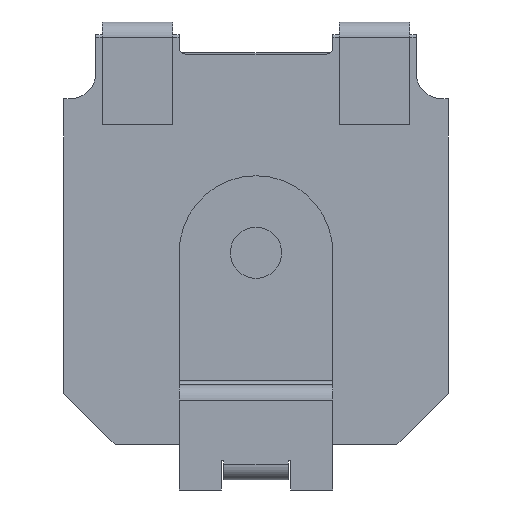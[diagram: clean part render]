
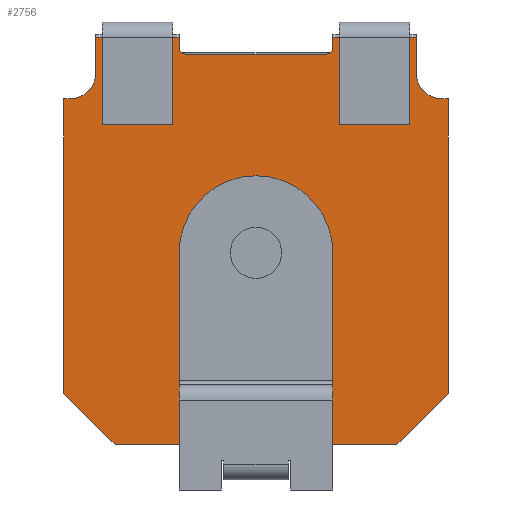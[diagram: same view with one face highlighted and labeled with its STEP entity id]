
A CAD part, front view. The second image highlights one B-rep face of the part: STEP entity #2756.
In plain terms, the highlighted planar face has unit normal (0, -1, 0).
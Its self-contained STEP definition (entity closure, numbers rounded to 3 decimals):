
#1=DIRECTION('',(0.,0.,-1.));
#2=VECTOR('',#1,0.118);
#3=CARTESIAN_POINT('',(-0.6,0.,-1.032));
#4=LINE('',#3,#2);
#5=DIRECTION('',(0.,0.,1.));
#6=VECTOR('',#5,0.35);
#7=CARTESIAN_POINT('',(-0.6,0.,-1.5));
#8=LINE('',#7,#6);
#9=DIRECTION('',(-1.,0.,0.));
#10=VECTOR('',#9,0.5);
#11=CARTESIAN_POINT('',(-0.6,0.,-1.5));
#12=LINE('',#11,#10);
#13=DIRECTION('',(0.707,0.,-0.707));
#14=VECTOR('',#13,0.566);
#15=CARTESIAN_POINT('',(-1.5,0.,-1.1));
#16=LINE('',#15,#14);
#17=DIRECTION('',(0.,0.,1.));
#18=VECTOR('',#17,2.3);
#19=CARTESIAN_POINT('',(-1.5,0.,-1.1));
#20=LINE('',#19,#18);
#21=DIRECTION('',(1.,0.,0.));
#22=VECTOR('',#21,0.05);
#23=CARTESIAN_POINT('',(-1.5,0.,1.2));
#24=LINE('',#23,#22);
#25=CARTESIAN_POINT('',(-1.45,0.,1.4));
#26=DIRECTION('',(0.,1.,0.));
#27=DIRECTION('',(1.,0.,0.));
#28=AXIS2_PLACEMENT_3D('',#25,#26,#27);
#30=DIRECTION('',(0.,0.,-1.));
#31=VECTOR('',#30,0.28);
#32=CARTESIAN_POINT('',(-1.25,0.,1.68));
#33=LINE('',#32,#31);
#34=DIRECTION('',(-1.,0.,0.));
#35=VECTOR('',#34,0.05);
#36=CARTESIAN_POINT('',(-1.2,0.,1.68));
#37=LINE('',#36,#35);
#38=DIRECTION('',(0.,0.,-1.));
#39=VECTOR('',#38,0.68);
#40=CARTESIAN_POINT('',(-1.2,0.,1.68));
#41=LINE('',#40,#39);
#42=DIRECTION('',(1.,0.,0.));
#43=VECTOR('',#42,0.55);
#44=CARTESIAN_POINT('',(-1.2,0.,1.));
#45=LINE('',#44,#43);
#46=DIRECTION('',(0.,0.,-1.));
#47=VECTOR('',#46,0.68);
#48=CARTESIAN_POINT('',(-0.65,0.,1.68));
#49=LINE('',#48,#47);
#50=DIRECTION('',(-1.,0.,0.));
#51=VECTOR('',#50,0.05);
#52=CARTESIAN_POINT('',(-0.6,0.,1.68));
#53=LINE('',#52,#51);
#54=DIRECTION('',(0.,0.,-1.));
#55=VECTOR('',#54,0.08);
#56=CARTESIAN_POINT('',(-0.6,0.,1.68));
#57=LINE('',#56,#55);
#58=DIRECTION('',(-1.,0.,0.));
#59=VECTOR('',#58,1.1);
#60=CARTESIAN_POINT('',(0.55,0.,1.55));
#61=LINE('',#60,#59);
#62=DIRECTION('',(0.,0.,-1.));
#63=VECTOR('',#62,0.08);
#64=CARTESIAN_POINT('',(0.6,0.,1.68));
#65=LINE('',#64,#63);
#66=DIRECTION('',(-1.,0.,0.));
#67=VECTOR('',#66,0.05);
#68=CARTESIAN_POINT('',(0.65,0.,1.68));
#69=LINE('',#68,#67);
#70=DIRECTION('',(0.,0.,-1.));
#71=VECTOR('',#70,0.68);
#72=CARTESIAN_POINT('',(0.65,0.,1.68));
#73=LINE('',#72,#71);
#74=DIRECTION('',(1.,0.,0.));
#75=VECTOR('',#74,0.55);
#76=CARTESIAN_POINT('',(0.65,0.,1.));
#77=LINE('',#76,#75);
#78=DIRECTION('',(0.,0.,-1.));
#79=VECTOR('',#78,0.68);
#80=CARTESIAN_POINT('',(1.2,0.,1.68));
#81=LINE('',#80,#79);
#82=DIRECTION('',(-1.,0.,0.));
#83=VECTOR('',#82,0.05);
#84=CARTESIAN_POINT('',(1.25,0.,1.68));
#85=LINE('',#84,#83);
#86=DIRECTION('',(0.,0.,-1.));
#87=VECTOR('',#86,0.28);
#88=CARTESIAN_POINT('',(1.25,0.,1.68));
#89=LINE('',#88,#87);
#90=CARTESIAN_POINT('',(1.45,0.,1.4));
#91=DIRECTION('',(0.,1.,0.));
#92=DIRECTION('',(0.,0.,-1.));
#93=AXIS2_PLACEMENT_3D('',#90,#91,#92);
#95=DIRECTION('',(-1.,0.,0.));
#96=VECTOR('',#95,0.05);
#97=CARTESIAN_POINT('',(1.5,0.,1.2));
#98=LINE('',#97,#96);
#99=DIRECTION('',(0.,0.,-1.));
#100=VECTOR('',#99,2.3);
#101=CARTESIAN_POINT('',(1.5,0.,1.2));
#102=LINE('',#101,#100);
#103=DIRECTION('',(0.707,0.,0.707));
#104=VECTOR('',#103,0.566);
#105=CARTESIAN_POINT('',(1.1,0.,-1.5));
#106=LINE('',#105,#104);
#107=DIRECTION('',(-1.,0.,0.));
#108=VECTOR('',#107,0.5);
#109=CARTESIAN_POINT('',(1.1,0.,-1.5));
#110=LINE('',#109,#108);
#111=DIRECTION('',(0.,0.,1.));
#112=VECTOR('',#111,0.35);
#113=CARTESIAN_POINT('',(0.6,0.,-1.5));
#114=LINE('',#113,#112);
#115=DIRECTION('',(0.,0.,-1.));
#116=VECTOR('',#115,0.118);
#117=CARTESIAN_POINT('',(0.6,0.,-1.032));
#118=LINE('',#117,#116);
#119=DIRECTION('',(0.,0.,1.));
#120=VECTOR('',#119,1.032);
#121=CARTESIAN_POINT('',(0.6,0.,-1.032));
#122=LINE('',#121,#120);
#123=CARTESIAN_POINT('',(0.,0.,0.));
#124=DIRECTION('',(0.,-1.,0.));
#125=DIRECTION('',(1.,0.,0.));
#126=AXIS2_PLACEMENT_3D('',#123,#124,#125);
#128=DIRECTION('',(0.,0.,1.));
#129=VECTOR('',#128,1.032);
#130=CARTESIAN_POINT('',(-0.6,0.,-1.032));
#131=LINE('',#130,#129);
#444=CARTESIAN_POINT('',(0.55,0.,1.6));
#445=DIRECTION('',(0.,1.,0.));
#446=DIRECTION('',(1.,0.,0.));
#447=AXIS2_PLACEMENT_3D('',#444,#445,#446);
#462=CARTESIAN_POINT('',(-0.55,0.,1.6));
#463=DIRECTION('',(0.,1.,0.));
#464=DIRECTION('',(0.,0.,-1.));
#465=AXIS2_PLACEMENT_3D('',#462,#463,#464);
#2221=CARTESIAN_POINT('',(0.6,0.,0.));
#2222=CARTESIAN_POINT('',(-0.6,0.,0.));
#2223=VERTEX_POINT('',#2221);
#2224=VERTEX_POINT('',#2222);
#2229=CARTESIAN_POINT('',(-0.6,0.,-1.5));
#2230=VERTEX_POINT('',#2229);
#2231=CARTESIAN_POINT('',(0.6,0.,-1.5));
#2232=VERTEX_POINT('',#2231);
#2237=CARTESIAN_POINT('',(-1.25,0.,1.4));
#2238=CARTESIAN_POINT('',(-1.45,0.,1.2));
#2239=VERTEX_POINT('',#2237);
#2240=VERTEX_POINT('',#2238);
#2241=CARTESIAN_POINT('',(-1.5,0.,1.2));
#2242=VERTEX_POINT('',#2241);
#2243=CARTESIAN_POINT('',(1.5,0.,1.2));
#2244=CARTESIAN_POINT('',(1.45,0.,1.2));
#2245=VERTEX_POINT('',#2243);
#2246=VERTEX_POINT('',#2244);
#2247=CARTESIAN_POINT('',(1.25,0.,1.4));
#2248=VERTEX_POINT('',#2247);
#2265=CARTESIAN_POINT('',(1.1,0.,-1.5));
#2266=CARTESIAN_POINT('',(1.5,0.,-1.1));
#2267=VERTEX_POINT('',#2265);
#2268=VERTEX_POINT('',#2266);
#2273=CARTESIAN_POINT('',(-1.5,0.,-1.1));
#2274=CARTESIAN_POINT('',(-1.1,0.,-1.5));
#2275=VERTEX_POINT('',#2273);
#2276=VERTEX_POINT('',#2274);
#2282=CARTESIAN_POINT('',(-0.6,0.,1.6));
#2284=VERTEX_POINT('',#2282);
#2286=CARTESIAN_POINT('',(-0.55,0.,1.55));
#2288=VERTEX_POINT('',#2286);
#2290=CARTESIAN_POINT('',(0.55,0.,1.55));
#2292=VERTEX_POINT('',#2290);
#2294=CARTESIAN_POINT('',(0.6,0.,1.6));
#2296=VERTEX_POINT('',#2294);
#2341=CARTESIAN_POINT('',(0.6,0.,1.68));
#2343=VERTEX_POINT('',#2341);
#2346=CARTESIAN_POINT('',(1.25,0.,1.68));
#2348=VERTEX_POINT('',#2346);
#2349=CARTESIAN_POINT('',(-1.25,0.,1.68));
#2351=VERTEX_POINT('',#2349);
#2354=CARTESIAN_POINT('',(-0.6,0.,1.68));
#2356=VERTEX_POINT('',#2354);
#2517=CARTESIAN_POINT('',(-1.2,0.,1.68));
#2518=CARTESIAN_POINT('',(-1.2,0.,1.));
#2519=VERTEX_POINT('',#2517);
#2520=VERTEX_POINT('',#2518);
#2521=CARTESIAN_POINT('',(1.2,0.,1.68));
#2522=CARTESIAN_POINT('',(1.2,0.,1.));
#2523=VERTEX_POINT('',#2521);
#2524=VERTEX_POINT('',#2522);
#2525=CARTESIAN_POINT('',(-0.65,0.,1.));
#2526=VERTEX_POINT('',#2525);
#2527=CARTESIAN_POINT('',(0.65,0.,1.));
#2528=VERTEX_POINT('',#2527);
#2529=CARTESIAN_POINT('',(-0.65,0.,1.68));
#2530=VERTEX_POINT('',#2529);
#2531=CARTESIAN_POINT('',(0.65,0.,1.68));
#2532=VERTEX_POINT('',#2531);
#2605=CARTESIAN_POINT('',(0.6,0.,-1.15));
#2606=VERTEX_POINT('',#2605);
#2607=CARTESIAN_POINT('',(-0.6,0.,-1.15));
#2608=VERTEX_POINT('',#2607);
#2629=CARTESIAN_POINT('',(-0.6,0.,-1.032));
#2630=VERTEX_POINT('',#2629);
#2631=CARTESIAN_POINT('',(0.6,0.,-1.032));
#2632=VERTEX_POINT('',#2631);
#2681=CARTESIAN_POINT('',(0.,0.,0.));
#2682=DIRECTION('',(0.,1.,0.));
#2683=DIRECTION('',(1.,0.,0.));
#2684=AXIS2_PLACEMENT_3D('',#2681,#2682,#2683);
#2685=PLANE('',#2684);
#2687=ORIENTED_EDGE('',*,*,#2686,.T.);
#2689=ORIENTED_EDGE('',*,*,#2688,.F.);
#2691=ORIENTED_EDGE('',*,*,#2690,.T.);
#2693=ORIENTED_EDGE('',*,*,#2692,.F.);
#2695=ORIENTED_EDGE('',*,*,#2694,.T.);
#2697=ORIENTED_EDGE('',*,*,#2696,.T.);
#2699=ORIENTED_EDGE('',*,*,#2698,.F.);
#2701=ORIENTED_EDGE('',*,*,#2700,.F.);
#2703=ORIENTED_EDGE('',*,*,#2702,.F.);
#2705=ORIENTED_EDGE('',*,*,#2704,.T.);
#2707=ORIENTED_EDGE('',*,*,#2706,.T.);
#2709=ORIENTED_EDGE('',*,*,#2708,.F.);
#2711=ORIENTED_EDGE('',*,*,#2710,.F.);
#2713=ORIENTED_EDGE('',*,*,#2712,.T.);
#2715=ORIENTED_EDGE('',*,*,#2714,.F.);
#2717=ORIENTED_EDGE('',*,*,#2716,.F.);
#2719=ORIENTED_EDGE('',*,*,#2718,.F.);
#2721=ORIENTED_EDGE('',*,*,#2720,.F.);
#2723=ORIENTED_EDGE('',*,*,#2722,.F.);
#2725=ORIENTED_EDGE('',*,*,#2724,.T.);
#2727=ORIENTED_EDGE('',*,*,#2726,.T.);
#2729=ORIENTED_EDGE('',*,*,#2728,.F.);
#2731=ORIENTED_EDGE('',*,*,#2730,.F.);
#2733=ORIENTED_EDGE('',*,*,#2732,.T.);
#2735=ORIENTED_EDGE('',*,*,#2734,.F.);
#2737=ORIENTED_EDGE('',*,*,#2736,.F.);
#2739=ORIENTED_EDGE('',*,*,#2738,.T.);
#2741=ORIENTED_EDGE('',*,*,#2740,.F.);
#2743=ORIENTED_EDGE('',*,*,#2742,.T.);
#2745=ORIENTED_EDGE('',*,*,#2744,.T.);
#2747=ORIENTED_EDGE('',*,*,#2746,.F.);
#2749=ORIENTED_EDGE('',*,*,#2748,.T.);
#2751=ORIENTED_EDGE('',*,*,#2750,.T.);
#2753=ORIENTED_EDGE('',*,*,#2752,.F.);
#2754=EDGE_LOOP('',(#2687,#2689,#2691,#2693,#2695,#2697,#2699,#2701,#2703,#2705,
#2707,#2709,#2711,#2713,#2715,#2717,#2719,#2721,#2723,#2725,#2727,#2729,#2731,
#2733,#2735,#2737,#2739,#2741,#2743,#2745,#2747,#2749,#2751,#2753));
#2755=FACE_OUTER_BOUND('',#2754,.F.);
#2756=ADVANCED_FACE('',(#2755),#2685,.F.);
#29=CIRCLE('',#28,0.2);
#94=CIRCLE('',#93,0.2);
#127=CIRCLE('',#126,0.6);
#448=CIRCLE('',#447,0.05);
#466=CIRCLE('',#465,0.05);
#2686=EDGE_CURVE('',#2630,#2608,#4,.T.);
#2688=EDGE_CURVE('',#2230,#2608,#8,.T.);
#2690=EDGE_CURVE('',#2230,#2276,#12,.T.);
#2692=EDGE_CURVE('',#2275,#2276,#16,.T.);
#2694=EDGE_CURVE('',#2275,#2242,#20,.T.);
#2696=EDGE_CURVE('',#2242,#2240,#24,.T.);
#2698=EDGE_CURVE('',#2239,#2240,#29,.T.);
#2700=EDGE_CURVE('',#2351,#2239,#33,.T.);
#2702=EDGE_CURVE('',#2519,#2351,#37,.T.);
#2704=EDGE_CURVE('',#2519,#2520,#41,.T.);
#2706=EDGE_CURVE('',#2520,#2526,#45,.T.);
#2708=EDGE_CURVE('',#2530,#2526,#49,.T.);
#2710=EDGE_CURVE('',#2356,#2530,#53,.T.);
#2712=EDGE_CURVE('',#2356,#2284,#57,.T.);
#2714=EDGE_CURVE('',#2288,#2284,#466,.T.);
#2716=EDGE_CURVE('',#2292,#2288,#61,.T.);
#2718=EDGE_CURVE('',#2296,#2292,#448,.T.);
#2720=EDGE_CURVE('',#2343,#2296,#65,.T.);
#2722=EDGE_CURVE('',#2532,#2343,#69,.T.);
#2724=EDGE_CURVE('',#2532,#2528,#73,.T.);
#2726=EDGE_CURVE('',#2528,#2524,#77,.T.);
#2728=EDGE_CURVE('',#2523,#2524,#81,.T.);
#2730=EDGE_CURVE('',#2348,#2523,#85,.T.);
#2732=EDGE_CURVE('',#2348,#2248,#89,.T.);
#2734=EDGE_CURVE('',#2246,#2248,#94,.T.);
#2736=EDGE_CURVE('',#2245,#2246,#98,.T.);
#2738=EDGE_CURVE('',#2245,#2268,#102,.T.);
#2740=EDGE_CURVE('',#2267,#2268,#106,.T.);
#2742=EDGE_CURVE('',#2267,#2232,#110,.T.);
#2744=EDGE_CURVE('',#2232,#2606,#114,.T.);
#2746=EDGE_CURVE('',#2632,#2606,#118,.T.);
#2748=EDGE_CURVE('',#2632,#2223,#122,.T.);
#2750=EDGE_CURVE('',#2223,#2224,#127,.T.);
#2752=EDGE_CURVE('',#2630,#2224,#131,.T.);
